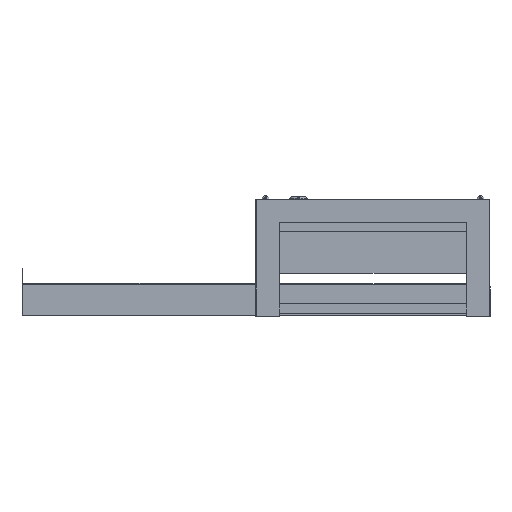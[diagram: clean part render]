
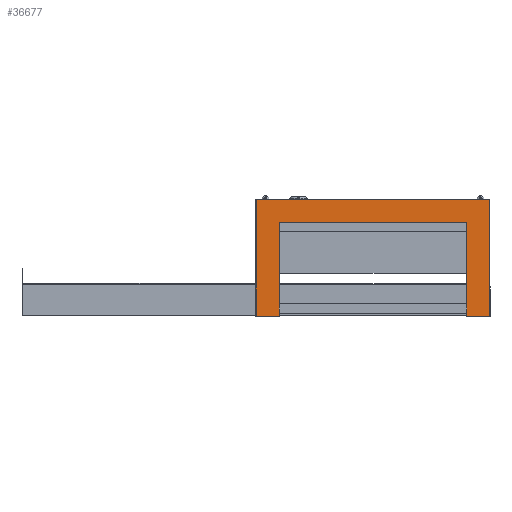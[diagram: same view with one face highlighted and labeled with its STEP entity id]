
A CAD part, front view. The second image highlights one B-rep face of the part: STEP entity #36677.
In plain terms, the highlighted planar face has unit normal (0, -1, 0).
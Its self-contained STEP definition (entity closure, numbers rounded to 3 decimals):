
#305 = DIRECTION ( 'NONE',  ( 1., 0., 0. ) ) ;
#378 = CARTESIAN_POINT ( 'NONE',  ( 150., 0., 0. ) ) ;
#2932 = DIRECTION ( 'NONE',  ( 0., 0., -1. ) ) ;
#3827 = VERTEX_POINT ( 'NONE', #5321 ) ;
#3904 = PLANE ( 'NONE',  #6221 ) ;
#4060 = VERTEX_POINT ( 'NONE', #42084 ) ;
#4109 = CARTESIAN_POINT ( 'NONE',  ( 0., 0., 0. ) ) ;
#4382 = CARTESIAN_POINT ( 'NONE',  ( -120., 0., -30. ) ) ;
#4448 = CARTESIAN_POINT ( 'NONE',  ( -150., 0., -150. ) ) ;
#5321 = CARTESIAN_POINT ( 'NONE',  ( 120., 0., -30. ) ) ;
#5328 = DIRECTION ( 'NONE',  ( 0., 0., -1. ) ) ;
#5364 = VERTEX_POINT ( 'NONE', #17753 ) ;
#6221 = AXIS2_PLACEMENT_3D ( 'NONE', #4109, #13893, #48066 ) ;
#6659 = LINE ( 'NONE', #28029, #56815 ) ;
#8226 = CARTESIAN_POINT ( 'NONE',  ( -150., 0., 0. ) ) ;
#9339 = VERTEX_POINT ( 'NONE', #4382 ) ;
#10292 = VECTOR ( 'NONE', #49993, 1000. ) ;
#13507 = FACE_OUTER_BOUND ( 'NONE', #39639, .T. ) ;
#13893 = DIRECTION ( 'NONE',  ( 0., -1., 0. ) ) ;
#14443 = DIRECTION ( 'NONE',  ( 1., 0., 0. ) ) ;
#15058 = ORIENTED_EDGE ( 'NONE', *, *, #51511, .T. ) ;
#17753 = CARTESIAN_POINT ( 'NONE',  ( 120., 0., -150. ) ) ;
#18685 = ORIENTED_EDGE ( 'NONE', *, *, #41769, .F. ) ;
#20677 = ORIENTED_EDGE ( 'NONE', *, *, #50037, .T. ) ;
#22597 = VERTEX_POINT ( 'NONE', #45375 ) ;
#25207 = LINE ( 'NONE', #34265, #49768 ) ;
#25339 = VECTOR ( 'NONE', #56107, 1000. ) ;
#27473 = ORIENTED_EDGE ( 'NONE', *, *, #58748, .T. ) ;
#28029 = CARTESIAN_POINT ( 'NONE',  ( -120., 0., -150. ) ) ;
#31742 = CARTESIAN_POINT ( 'NONE',  ( 120., 0., -150. ) ) ;
#32077 = EDGE_CURVE ( 'NONE', #3827, #5364, #33976, .T. ) ;
#33891 = CARTESIAN_POINT ( 'NONE',  ( 150., 0., 0. ) ) ;
#33976 = LINE ( 'NONE', #61036, #58318 ) ;
#34265 = CARTESIAN_POINT ( 'NONE',  ( -150., 0., 0. ) ) ;
#35278 = VECTOR ( 'NONE', #43410, 1000. ) ;
#36677 = ADVANCED_FACE ( 'NONE', ( #13507 ), #3904, .T. ) ;
#38393 = LINE ( 'NONE', #4448, #35278 ) ;
#38732 = CARTESIAN_POINT ( 'NONE',  ( -150., 0., -30. ) ) ;
#39639 = EDGE_LOOP ( 'NONE', ( #47137, #56219, #18685, #55408, #20677, #27473, #42242, #15058 ) ) ;
#41769 = EDGE_CURVE ( 'NONE', #61729, #57453, #49244, .T. ) ;
#42084 = CARTESIAN_POINT ( 'NONE',  ( 150., 0., -150. ) ) ;
#42242 = ORIENTED_EDGE ( 'NONE', *, *, #32077, .T. ) ;
#43410 = DIRECTION ( 'NONE',  ( 1., 0., 0. ) ) ;
#44950 = VERTEX_POINT ( 'NONE', #33891 ) ;
#45062 = CARTESIAN_POINT ( 'NONE',  ( -150., 0., -150. ) ) ;
#45375 = CARTESIAN_POINT ( 'NONE',  ( -120., 0., -150. ) ) ;
#46278 = CARTESIAN_POINT ( 'NONE',  ( -150., 0., -150. ) ) ;
#47137 = ORIENTED_EDGE ( 'NONE', *, *, #58825, .F. ) ;
#47239 = EDGE_CURVE ( 'NONE', #57453, #44950, #25207, .T. ) ;
#47781 = VECTOR ( 'NONE', #14443, 1000. ) ;
#47835 = DIRECTION ( 'NONE',  ( 0., 0., 1. ) ) ;
#48066 = DIRECTION ( 'NONE',  ( -1., 0., 0. ) ) ;
#49244 = LINE ( 'NONE', #45062, #10292 ) ;
#49768 = VECTOR ( 'NONE', #305, 1000. ) ;
#49993 = DIRECTION ( 'NONE',  ( 0., 0., 1. ) ) ;
#50037 = EDGE_CURVE ( 'NONE', #22597, #9339, #6659, .T. ) ;
#51380 = LINE ( 'NONE', #31742, #25339 ) ;
#51511 = EDGE_CURVE ( 'NONE', #5364, #4060, #51380, .T. ) ;
#51719 = EDGE_CURVE ( 'NONE', #61729, #22597, #38393, .T. ) ;
#55408 = ORIENTED_EDGE ( 'NONE', *, *, #51719, .T. ) ;
#56107 = DIRECTION ( 'NONE',  ( 1., 0., 0. ) ) ;
#56219 = ORIENTED_EDGE ( 'NONE', *, *, #47239, .F. ) ;
#56815 = VECTOR ( 'NONE', #47835, 1000. ) ;
#57453 = VERTEX_POINT ( 'NONE', #8226 ) ;
#57454 = VECTOR ( 'NONE', #5328, 1000. ) ;
#58318 = VECTOR ( 'NONE', #2932, 1000. ) ;
#58748 = EDGE_CURVE ( 'NONE', #9339, #3827, #60409, .T. ) ;
#58825 = EDGE_CURVE ( 'NONE', #44950, #4060, #61921, .T. ) ;
#60409 = LINE ( 'NONE', #38732, #47781 ) ;
#61036 = CARTESIAN_POINT ( 'NONE',  ( 120., 0., 0. ) ) ;
#61729 = VERTEX_POINT ( 'NONE', #46278 ) ;
#61921 = LINE ( 'NONE', #378, #57454 ) ;
